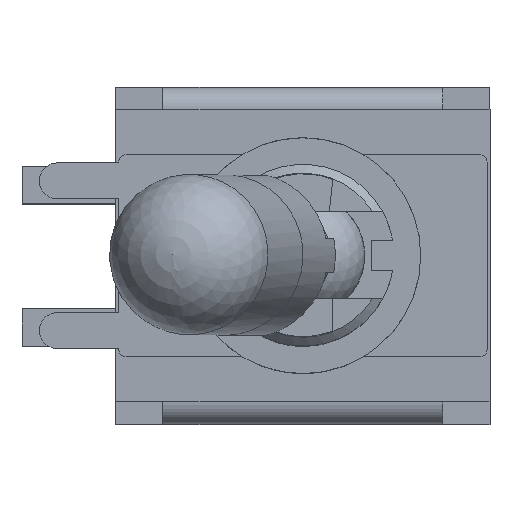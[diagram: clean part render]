
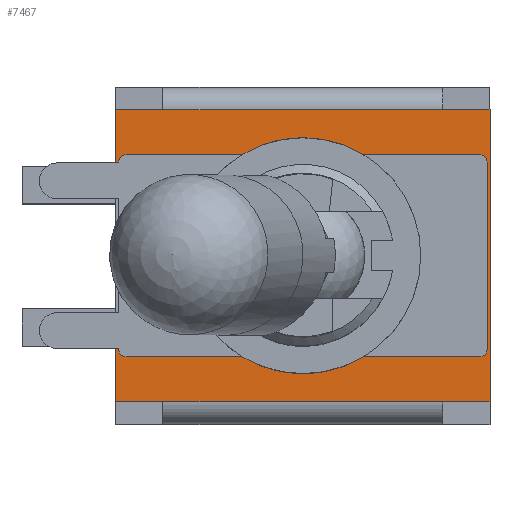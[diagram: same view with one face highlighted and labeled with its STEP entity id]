
A CAD part, top view. The second image highlights one B-rep face of the part: STEP entity #7467.
In plain terms, the highlighted planar face has unit normal (0, 0, 1).
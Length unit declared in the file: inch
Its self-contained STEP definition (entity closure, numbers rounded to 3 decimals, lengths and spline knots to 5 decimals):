
#464=FACE_OUTER_BOUND('',#895,.T.);
#895=EDGE_LOOP('',(#5839,#5840,#5841,#5842,#5843,#5844,#5845,#5846,#5847,
#5848,#5849,#5850,#5851,#5852,#5853,#5854,#5855,#5856,#5857,#5858));
#1106=CIRCLE('',#7690,0.00984);
#1107=CIRCLE('',#7693,0.00984);
#1108=CIRCLE('',#7696,0.00984);
#1109=CIRCLE('',#7699,0.00984);
#1302=LINE('',#10546,#2143);
#1306=LINE('',#10556,#2147);
#1309=LINE('',#10564,#2150);
#1311=LINE('',#10570,#2152);
#1315=LINE('',#10577,#2156);
#1326=LINE('',#10600,#2167);
#1327=LINE('',#10602,#2168);
#1724=LINE('',#11685,#2565);
#1728=LINE('',#11692,#2569);
#1730=LINE('',#11695,#2571);
#1731=LINE('',#11696,#2572);
#1735=LINE('',#11705,#2576);
#1737=LINE('',#11710,#2578);
#1739=LINE('',#11713,#2580);
#1742=LINE('',#11722,#2583);
#1743=LINE('',#11725,#2584);
#2143=VECTOR('',#8385,0.3937);
#2147=VECTOR('',#8395,0.3937);
#2150=VECTOR('',#8404,0.3937);
#2152=VECTOR('',#8412,0.3937);
#2156=VECTOR('',#8418,0.3937);
#2167=VECTOR('',#8443,0.3937);
#2168=VECTOR('',#8446,0.3937);
#2565=VECTOR('',#9533,0.3937);
#2569=VECTOR('',#9539,0.3937);
#2571=VECTOR('',#9543,0.3937);
#2572=VECTOR('',#9544,0.3937);
#2576=VECTOR('',#9550,0.3937);
#2578=VECTOR('',#9554,0.3937);
#2580=VECTOR('',#9558,0.3937);
#2583=VECTOR('',#9571,0.3937);
#2584=VECTOR('',#9576,0.3937);
#2965=VERTEX_POINT('',#10481);
#2991=VERTEX_POINT('',#10537);
#2992=VERTEX_POINT('',#10539);
#2993=VERTEX_POINT('',#10544);
#2994=VERTEX_POINT('',#10548);
#2995=VERTEX_POINT('',#10550);
#2996=VERTEX_POINT('',#10554);
#2997=VERTEX_POINT('',#10558);
#2998=VERTEX_POINT('',#10562);
#2999=VERTEX_POINT('',#10566);
#3001=VERTEX_POINT('',#10575);
#3006=VERTEX_POINT('',#10598);
#3249=VERTEX_POINT('',#11395);
#3252=VERTEX_POINT('',#11402);
#3295=VERTEX_POINT('',#11527);
#3347=VERTEX_POINT('',#11683);
#3348=VERTEX_POINT('',#11688);
#3350=VERTEX_POINT('',#11698);
#3353=VERTEX_POINT('',#11703);
#3355=VERTEX_POINT('',#11708);
#3682=EDGE_CURVE('',#2992,#2991,#1106,.T.);
#3686=EDGE_CURVE('',#2991,#2993,#1302,.T.);
#3688=EDGE_CURVE('',#2995,#2994,#1107,.T.);
#3691=EDGE_CURVE('',#2994,#2996,#1306,.T.);
#3693=EDGE_CURVE('',#2993,#2997,#1108,.T.);
#3695=EDGE_CURVE('',#2997,#2998,#1309,.T.);
#3697=EDGE_CURVE('',#2998,#2999,#1109,.T.);
#3698=EDGE_CURVE('',#2999,#2995,#1311,.T.);
#3702=EDGE_CURVE('',#2996,#3001,#1315,.T.);
#3714=EDGE_CURVE('',#2965,#3006,#1326,.T.);
#3715=EDGE_CURVE('',#3006,#2992,#1327,.T.);
#4247=EDGE_CURVE('',#3252,#3347,#1724,.T.);
#4251=EDGE_CURVE('',#3295,#3348,#1728,.T.);
#4253=EDGE_CURVE('',#3001,#3348,#1730,.T.);
#4254=EDGE_CURVE('',#3347,#2965,#1731,.T.);
#4258=EDGE_CURVE('',#3353,#3350,#1735,.T.);
#4260=EDGE_CURVE('',#3249,#3355,#1737,.T.);
#4262=EDGE_CURVE('',#3355,#3350,#1739,.T.);
#4267=EDGE_CURVE('',#3252,#3353,#1742,.T.);
#4269=EDGE_CURVE('',#3295,#3249,#1743,.T.);
#5839=ORIENTED_EDGE('',*,*,#3702,.T.);
#5840=ORIENTED_EDGE('',*,*,#4253,.T.);
#5841=ORIENTED_EDGE('',*,*,#4251,.F.);
#5842=ORIENTED_EDGE('',*,*,#4269,.T.);
#5843=ORIENTED_EDGE('',*,*,#4260,.T.);
#5844=ORIENTED_EDGE('',*,*,#4262,.T.);
#5845=ORIENTED_EDGE('',*,*,#4258,.F.);
#5846=ORIENTED_EDGE('',*,*,#4267,.F.);
#5847=ORIENTED_EDGE('',*,*,#4247,.T.);
#5848=ORIENTED_EDGE('',*,*,#4254,.T.);
#5849=ORIENTED_EDGE('',*,*,#3714,.T.);
#5850=ORIENTED_EDGE('',*,*,#3715,.T.);
#5851=ORIENTED_EDGE('',*,*,#3682,.T.);
#5852=ORIENTED_EDGE('',*,*,#3686,.T.);
#5853=ORIENTED_EDGE('',*,*,#3693,.T.);
#5854=ORIENTED_EDGE('',*,*,#3695,.T.);
#5855=ORIENTED_EDGE('',*,*,#3697,.T.);
#5856=ORIENTED_EDGE('',*,*,#3698,.T.);
#5857=ORIENTED_EDGE('',*,*,#3688,.T.);
#5858=ORIENTED_EDGE('',*,*,#3691,.T.);
#7074=PLANE('',#8066);
#7467=ADVANCED_FACE('',(#464),#7074,.T.);
#7690=AXIS2_PLACEMENT_3D('',#10540,#8378,#8379);
#7693=AXIS2_PLACEMENT_3D('',#10551,#8389,#8390);
#7696=AXIS2_PLACEMENT_3D('',#10560,#8399,#8400);
#7699=AXIS2_PLACEMENT_3D('',#10568,#8408,#8409);
#8066=AXIS2_PLACEMENT_3D('',#11724,#9574,#9575);
#8378=DIRECTION('center_axis',(0.,0.,
-1.));
#8379=DIRECTION('ref_axis',(-0.707,0.707,0.));
#8385=DIRECTION('',(1.,0.,0.));
#8389=DIRECTION('center_axis',(0.,0.,
-1.));
#8390=DIRECTION('ref_axis',(-0.707,-0.707,0.));
#8395=DIRECTION('',(0.,1.,0.));
#8399=DIRECTION('center_axis',(0.,0.,
-1.));
#8400=DIRECTION('ref_axis',(0.707,0.707,0.));
#8404=DIRECTION('',(0.,-1.,0.));
#8408=DIRECTION('center_axis',(0.,0.,
-1.));
#8409=DIRECTION('ref_axis',(0.707,-0.707,0.));
#8412=DIRECTION('',(-1.,0.,0.));
#8418=DIRECTION('',(-1.,0.,0.));
#8443=DIRECTION('',(1.,0.,0.));
#8446=DIRECTION('',(0.,1.,0.));
#9533=DIRECTION('',(-1.,0.,0.));
#9539=DIRECTION('',(-1.,0.,0.));
#9543=DIRECTION('',(0.,-1.,0.));
#9544=DIRECTION('',(0.,-1.,0.));
#9550=DIRECTION('',(1.,0.,0.));
#9554=DIRECTION('',(1.,0.,0.));
#9558=DIRECTION('',(0.,1.,0.));
#9571=DIRECTION('',(1.,0.,0.));
#9574=DIRECTION('center_axis',(0.,0.,
1.));
#9575=DIRECTION('ref_axis',(1.,0.,0.));
#9576=DIRECTION('',(1.,0.,0.));
#10481=CARTESIAN_POINT('',(-0.25,0.12402,0.35));
#10537=CARTESIAN_POINT('',(-0.23622,0.13504,0.35));
#10539=CARTESIAN_POINT('',(-0.24606,0.1252,0.35));
#10540=CARTESIAN_POINT('Origin',(-0.23622,0.1252,0.35));
#10544=CARTESIAN_POINT('',(0.23622,0.13504,0.35));
#10546=CARTESIAN_POINT('',(-0.12303,0.13504,0.35));
#10548=CARTESIAN_POINT('',(-0.24606,-0.1252,0.35));
#10550=CARTESIAN_POINT('',(-0.23622,-0.13504,0.35));
#10551=CARTESIAN_POINT('Origin',(-0.23622,-0.1252,
0.35));
#10554=CARTESIAN_POINT('',(-0.24606,-0.12402,0.35));
#10556=CARTESIAN_POINT('',(-0.24606,0.03002,0.35));
#10558=CARTESIAN_POINT('',(0.24606,0.1252,0.35));
#10560=CARTESIAN_POINT('Origin',(0.23622,0.1252,0.35));
#10562=CARTESIAN_POINT('',(0.24606,-0.1252,0.35));
#10564=CARTESIAN_POINT('',(0.24606,0.16506,0.35));
#10566=CARTESIAN_POINT('',(0.23622,-0.13504,0.35));
#10568=CARTESIAN_POINT('Origin',(0.23622,-0.1252,0.35));
#10570=CARTESIAN_POINT('',(0.12303,-0.13504,0.35));
#10575=CARTESIAN_POINT('',(-0.25,-0.12402,0.35));
#10577=CARTESIAN_POINT('',(-0.12303,-0.12402,0.35));
#10598=CARTESIAN_POINT('',(-0.24606,0.12402,0.35));
#10600=CARTESIAN_POINT('',(-0.16398,0.12402,0.35));
#10602=CARTESIAN_POINT('',(-0.24606,0.15955,0.35));
#11395=CARTESIAN_POINT('',(0.18701,-0.19508,0.35));
#11402=CARTESIAN_POINT('',(-0.18701,0.19508,0.35));
#11527=CARTESIAN_POINT('',(-0.18701,-0.19508,0.35));
#11683=CARTESIAN_POINT('',(-0.25,0.19508,0.35));
#11685=CARTESIAN_POINT('',(-0.18701,0.19508,0.35));
#11688=CARTESIAN_POINT('',(-0.25,-0.19508,0.35));
#11692=CARTESIAN_POINT('',(-0.18701,-0.19508,0.35));
#11695=CARTESIAN_POINT('',(-0.25,-0.19508,0.35));
#11696=CARTESIAN_POINT('',(-0.25,-0.19508,0.35));
#11698=CARTESIAN_POINT('',(0.25,0.19508,0.35));
#11703=CARTESIAN_POINT('',(0.18701,0.19508,0.35));
#11705=CARTESIAN_POINT('',(0.18701,0.19508,0.35));
#11708=CARTESIAN_POINT('',(0.25,-0.19508,0.35));
#11710=CARTESIAN_POINT('',(0.18701,-0.19508,0.35));
#11713=CARTESIAN_POINT('',(0.25,-0.19508,0.35));
#11722=CARTESIAN_POINT('',(0.,0.19508,0.35));
#11724=CARTESIAN_POINT('Origin',(0.,0.19508,
0.35));
#11725=CARTESIAN_POINT('',(0.,-0.19508,0.35));
